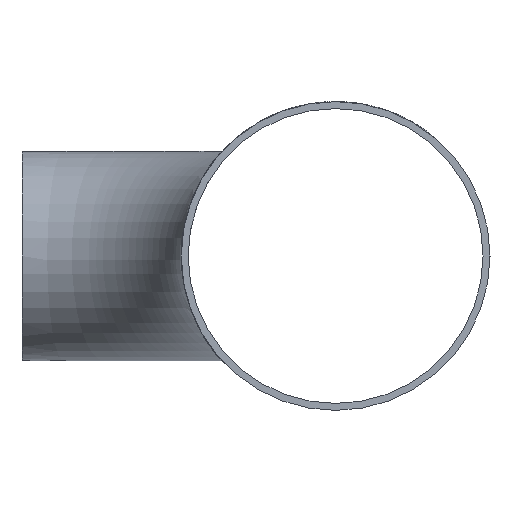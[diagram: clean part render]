
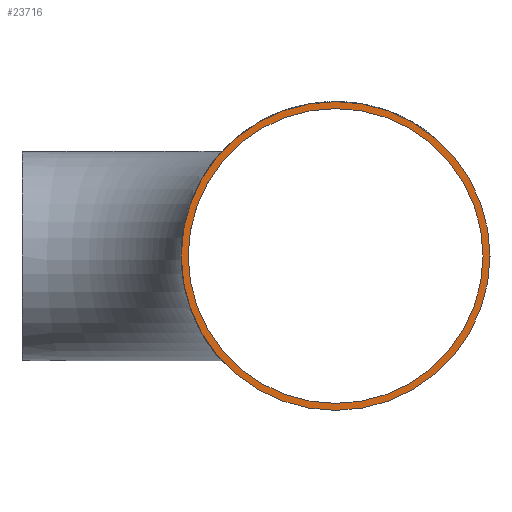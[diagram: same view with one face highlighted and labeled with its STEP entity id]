
A CAD part, left-side view. The second image highlights one B-rep face of the part: STEP entity #23716.
In plain terms, the highlighted planar face has unit normal (-1, 0, 0).
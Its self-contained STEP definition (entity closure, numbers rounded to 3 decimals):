
#1802 = CIRCLE ( 'NONE', #36487, 44.45 ) ;
#3259 = DIRECTION ( 'NONE',  ( 1., 0., 0. ) ) ;
#4505 = CARTESIAN_POINT ( 'NONE',  ( -115., -90.29, -44.45 ) ) ;
#4985 = EDGE_CURVE ( 'NONE', #27761, #27761, #8887, .T. ) ;
#5979 = EDGE_LOOP ( 'NONE', ( #28002 ) ) ;
#6354 = DIRECTION ( 'NONE',  ( 0., 0., -1. ) ) ;
#6741 = DIRECTION ( 'NONE',  ( 1., 0., 0. ) ) ;
#8887 = CIRCLE ( 'NONE', #27446, 42.45 ) ;
#9049 = ORIENTED_EDGE ( 'NONE', *, *, #23625, .F. ) ;
#11620 = CARTESIAN_POINT ( 'NONE',  ( -115., -90.29, 0. ) ) ;
#14732 = DIRECTION ( 'NONE',  ( 0., 0., -1. ) ) ;
#15891 = EDGE_LOOP ( 'NONE', ( #9049 ) ) ;
#19441 = VERTEX_POINT ( 'NONE', #4505 ) ;
#20970 = AXIS2_PLACEMENT_3D ( 'NONE', #30783, #6741, #6354 ) ;
#21475 = FACE_BOUND ( 'NONE', #5979, .T. ) ;
#23625 = EDGE_CURVE ( 'NONE', #19441, #19441, #1802, .T. ) ;
#23716 = ADVANCED_FACE ( 'NONE', ( #21475, #33310 ), #32932, .F. ) ;
#27243 = CARTESIAN_POINT ( 'NONE',  ( -115., -90.29, 0. ) ) ;
#27446 = AXIS2_PLACEMENT_3D ( 'NONE', #27243, #30915, #27992 ) ;
#27761 = VERTEX_POINT ( 'NONE', #37451 ) ;
#27992 = DIRECTION ( 'NONE',  ( 0., 0., -1. ) ) ;
#28002 = ORIENTED_EDGE ( 'NONE', *, *, #4985, .T. ) ;
#30783 = CARTESIAN_POINT ( 'NONE',  ( -115., -90.29, 0. ) ) ;
#30915 = DIRECTION ( 'NONE',  ( 1., 0., 0. ) ) ;
#32932 = PLANE ( 'NONE',  #20970 ) ;
#33310 = FACE_OUTER_BOUND ( 'NONE', #15891, .T. ) ;
#36487 = AXIS2_PLACEMENT_3D ( 'NONE', #11620, #3259, #14732 ) ;
#37451 = CARTESIAN_POINT ( 'NONE',  ( -115., -90.29, -42.45 ) ) ;
